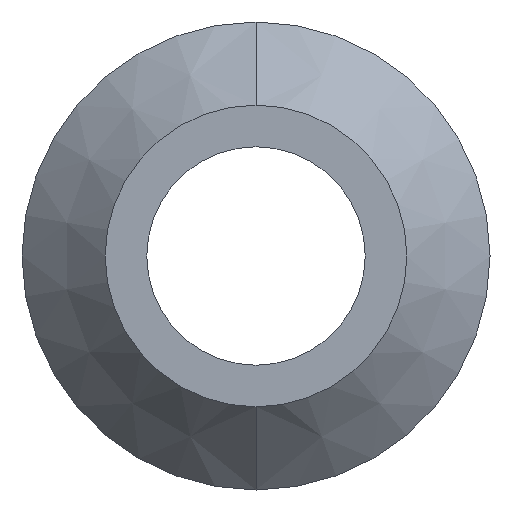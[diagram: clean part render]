
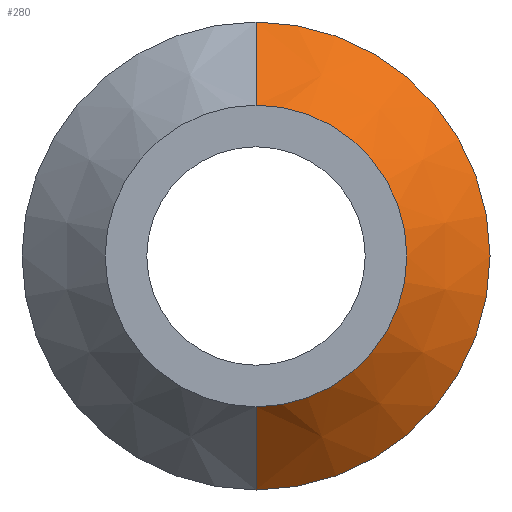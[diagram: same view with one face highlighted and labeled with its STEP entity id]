
A CAD part, front view. The second image highlights one B-rep face of the part: STEP entity #280.
In plain terms, the highlighted conical face has half-angle 45 degrees and reference radius 2.25 mm.
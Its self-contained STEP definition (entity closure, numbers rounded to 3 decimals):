
#2 = VERTEX_POINT ( 'NONE', #211 ) ;
#5 = CARTESIAN_POINT ( 'NONE',  ( 0., 0., -1.45 ) ) ;
#7 = CARTESIAN_POINT ( 'NONE',  ( 0., 0.8, 2.25 ) ) ;
#19 = VECTOR ( 'NONE', #265, 1000. ) ;
#34 = DIRECTION ( 'NONE',  ( 0., 1., 0. ) ) ;
#36 = DIRECTION ( 'NONE',  ( 0., 0.707, -0.707 ) ) ;
#38 = EDGE_LOOP ( 'NONE', ( #275, #123, #157, #240 ) ) ;
#43 = AXIS2_PLACEMENT_3D ( 'NONE', #298, #34, #263 ) ;
#72 = CARTESIAN_POINT ( 'NONE',  ( 0., 0.8, -2.25 ) ) ;
#73 = EDGE_CURVE ( 'NONE', #201, #203, #241, .T. ) ;
#79 = CONICAL_SURFACE ( 'NONE', #145, 2.25, 0.785 ) ;
#88 = CARTESIAN_POINT ( 'NONE',  ( 0., 0.8, 0. ) ) ;
#90 = EDGE_CURVE ( 'NONE', #203, #256, #93, .T. ) ;
#93 = LINE ( 'NONE', #7, #19 ) ;
#94 = CIRCLE ( 'NONE', #43, 2.25 ) ;
#104 = DIRECTION ( 'NONE',  ( 0., 0., 1. ) ) ;
#114 = DIRECTION ( 'NONE',  ( 0., -1., 0. ) ) ;
#121 = LINE ( 'NONE', #72, #252 ) ;
#123 = ORIENTED_EDGE ( 'NONE', *, *, #197, .T. ) ;
#145 = AXIS2_PLACEMENT_3D ( 'NONE', #88, #307, #104 ) ;
#155 = AXIS2_PLACEMENT_3D ( 'NONE', #235, #114, #215 ) ;
#157 = ORIENTED_EDGE ( 'NONE', *, *, #158, .F. ) ;
#158 = EDGE_CURVE ( 'NONE', #256, #2, #94, .T. ) ;
#196 = CARTESIAN_POINT ( 'NONE',  ( 0., 0., 1.45 ) ) ;
#197 = EDGE_CURVE ( 'NONE', #201, #2, #121, .T. ) ;
#201 = VERTEX_POINT ( 'NONE', #5 ) ;
#203 = VERTEX_POINT ( 'NONE', #196 ) ;
#204 = CARTESIAN_POINT ( 'NONE',  ( 0., 0.8, 2.25 ) ) ;
#211 = CARTESIAN_POINT ( 'NONE',  ( 0., 0.8, -2.25 ) ) ;
#215 = DIRECTION ( 'NONE',  ( 0., 0., 1. ) ) ;
#230 = FACE_OUTER_BOUND ( 'NONE', #38, .T. ) ;
#235 = CARTESIAN_POINT ( 'NONE',  ( 0., 0., 0. ) ) ;
#240 = ORIENTED_EDGE ( 'NONE', *, *, #90, .F. ) ;
#241 = CIRCLE ( 'NONE', #155, 1.45 ) ;
#252 = VECTOR ( 'NONE', #36, 1000. ) ;
#256 = VERTEX_POINT ( 'NONE', #204 ) ;
#263 = DIRECTION ( 'NONE',  ( 0., 0., 1. ) ) ;
#265 = DIRECTION ( 'NONE',  ( 0., 0.707, 0.707 ) ) ;
#275 = ORIENTED_EDGE ( 'NONE', *, *, #73, .F. ) ;
#280 = ADVANCED_FACE ( 'NONE', ( #230 ), #79, .T. ) ;
#298 = CARTESIAN_POINT ( 'NONE',  ( 0., 0.8, 0. ) ) ;
#307 = DIRECTION ( 'NONE',  ( 0., 1., 0. ) ) ;
